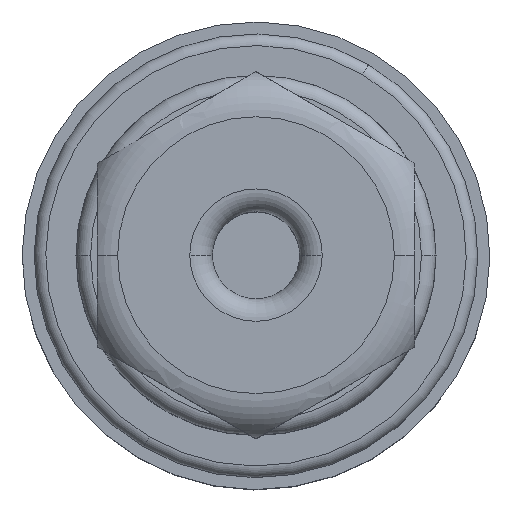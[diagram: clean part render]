
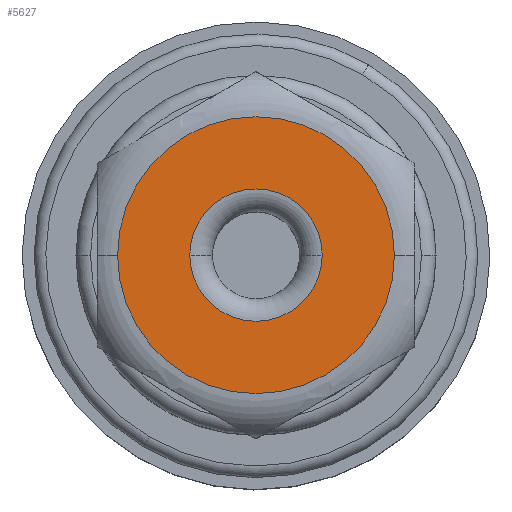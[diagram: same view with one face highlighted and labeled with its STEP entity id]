
A CAD part, top view. The second image highlights one B-rep face of the part: STEP entity #5627.
In plain terms, the highlighted planar face has unit normal (0, 0, 1).
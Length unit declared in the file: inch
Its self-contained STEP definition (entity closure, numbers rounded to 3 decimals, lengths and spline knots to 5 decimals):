
#500 = CARTESIAN_POINT ( 'NONE',  ( 0.1903, 0., 0.745 ) ) ;
#593 = ORIENTED_EDGE ( 'NONE', *, *, #2143, .T. ) ;
#899 = CARTESIAN_POINT ( 'NONE',  ( -0.1903, 0., 0.745 ) ) ;
#976 = VERTEX_POINT ( 'NONE', #899 ) ;
#987 = CARTESIAN_POINT ( 'NONE',  ( 0., 0., 0.745 ) ) ;
#1277 = DIRECTION ( 'NONE',  ( 0., 0., -1. ) ) ;
#1454 = CARTESIAN_POINT ( 'NONE',  ( 0., 0., 0.745 ) ) ;
#1751 = AXIS2_PLACEMENT_3D ( 'NONE', #987, #1768, #5452 ) ;
#1768 = DIRECTION ( 'NONE',  ( 0., 0., -1. ) ) ;
#2012 = CARTESIAN_POINT ( 'NONE',  ( 0., 0., 0.745 ) ) ;
#2048 = VERTEX_POINT ( 'NONE', #6990 ) ;
#2057 = CARTESIAN_POINT ( 'NONE',  ( -0.091, 0., 0.745 ) ) ;
#2143 = EDGE_CURVE ( 'NONE', #7733, #2048, #3396, .T. ) ;
#2253 = CARTESIAN_POINT ( 'NONE',  ( 0., 0., 0.745 ) ) ;
#2402 = DIRECTION ( 'NONE',  ( 0., 0., -1. ) ) ;
#3320 = ORIENTED_EDGE ( 'NONE', *, *, #3825, .F. ) ;
#3396 = CIRCLE ( 'NONE', #3861, 0.091 ) ;
#3518 = ORIENTED_EDGE ( 'NONE', *, *, #8288, .F. ) ;
#3599 = DIRECTION ( 'NONE',  ( 0., 0., -1. ) ) ;
#3825 = EDGE_CURVE ( 'NONE', #976, #6351, #4719, .T. ) ;
#3861 = AXIS2_PLACEMENT_3D ( 'NONE', #2012, #1277, #4825 ) ;
#4317 = DIRECTION ( 'NONE',  ( -1., 0., 0. ) ) ;
#4573 = AXIS2_PLACEMENT_3D ( 'NONE', #5732, #9312, #8506 ) ;
#4719 = CIRCLE ( 'NONE', #4573, 0.1903 ) ;
#4825 = DIRECTION ( 'NONE',  ( -1., 0., 0. ) ) ;
#4839 = AXIS2_PLACEMENT_3D ( 'NONE', #2253, #2402, #5201 ) ;
#5201 = DIRECTION ( 'NONE',  ( -1., 0., 0. ) ) ;
#5452 = DIRECTION ( 'NONE',  ( 0., -1., 0. ) ) ;
#5612 = CIRCLE ( 'NONE', #4839, 0.091 ) ;
#5627 = ADVANCED_FACE ( 'NONE', ( #7057, #6451 ), #6968, .F. ) ;
#5732 = CARTESIAN_POINT ( 'NONE',  ( 0., 0., 0.745 ) ) ;
#6041 = EDGE_LOOP ( 'NONE', ( #3320, #3518 ) ) ;
#6351 = VERTEX_POINT ( 'NONE', #500 ) ;
#6451 = FACE_BOUND ( 'NONE', #8431, .T. ) ;
#6557 = EDGE_CURVE ( 'NONE', #2048, #7733, #5612, .T. ) ;
#6881 = AXIS2_PLACEMENT_3D ( 'NONE', #1454, #3599, #4317 ) ;
#6968 = PLANE ( 'NONE',  #1751 ) ;
#6990 = CARTESIAN_POINT ( 'NONE',  ( 0.091, 0., 0.745 ) ) ;
#7057 = FACE_OUTER_BOUND ( 'NONE', #6041, .T. ) ;
#7733 = VERTEX_POINT ( 'NONE', #2057 ) ;
#7914 = ORIENTED_EDGE ( 'NONE', *, *, #6557, .T. ) ;
#8288 = EDGE_CURVE ( 'NONE', #6351, #976, #8565, .T. ) ;
#8431 = EDGE_LOOP ( 'NONE', ( #593, #7914 ) ) ;
#8506 = DIRECTION ( 'NONE',  ( -1., 0., 0. ) ) ;
#8565 = CIRCLE ( 'NONE', #6881, 0.1903 ) ;
#9312 = DIRECTION ( 'NONE',  ( 0., 0., -1. ) ) ;
